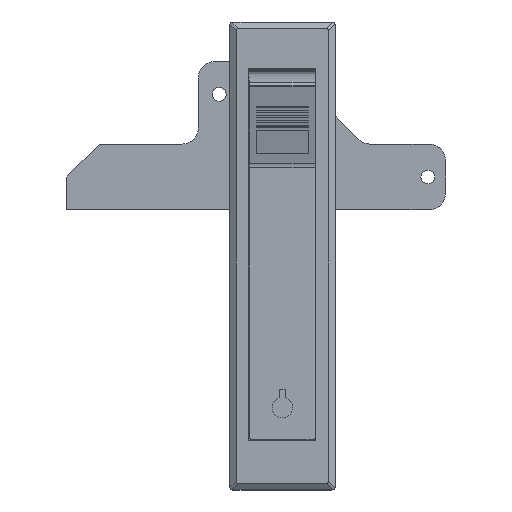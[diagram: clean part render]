
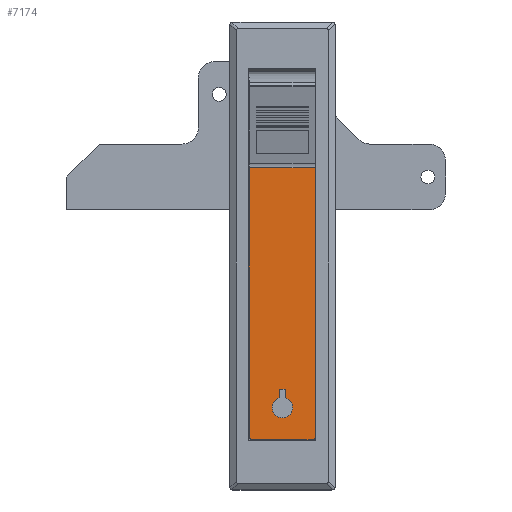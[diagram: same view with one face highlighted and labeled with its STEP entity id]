
A CAD part, top view. The second image highlights one B-rep face of the part: STEP entity #7174.
In plain terms, the highlighted face is planar.
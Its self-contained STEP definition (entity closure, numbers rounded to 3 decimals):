
#829 = CARTESIAN_POINT ( 'NONE',  ( -6., -84.8, 9. ) ) ;
#833 = CARTESIAN_POINT ( 'NONE',  ( -6., -72.034, -0.9 ) ) ;
#834 = CARTESIAN_POINT ( 'NONE',  ( -6., -69.4, 0.9 ) ) ;
#910 = CARTESIAN_POINT ( 'NONE',  ( -6., -75., -3.1 ) ) ;
#954 = CARTESIAN_POINT ( 'NONE',  ( -6., -72.034, 0.9 ) ) ;
#990 = CARTESIAN_POINT ( 'NONE',  ( -6., -75., 3.1 ) ) ;
#995 = CARTESIAN_POINT ( 'NONE',  ( -6., -2.198, -10. ) ) ;
#1018 = CARTESIAN_POINT ( 'NONE',  ( -6., -83.8, -10. ) ) ;
#1057 = CARTESIAN_POINT ( 'NONE',  ( -6., -2.198, 10. ) ) ;
#1089 = CARTESIAN_POINT ( 'NONE',  ( -6., -83.8, 10. ) ) ;
#1099 = CARTESIAN_POINT ( 'NONE',  ( -6., -69.4, -0.9 ) ) ;
#2182 = EDGE_LOOP ( 'NONE', ( #5671, #5810, #5692, #5637, #5806, #5809 ) ) ;
#2183 = EDGE_LOOP ( 'NONE', ( #5812, #5811, #5815, #5814, #5803, #5664 ) ) ;
#2245 = VERTEX_POINT ( 'NONE', #2265 ) ;
#2265 = CARTESIAN_POINT ( 'NONE',  ( -6., -84.8, -9. ) ) ;
#4847 = EDGE_CURVE ( 'NONE', #7951, #7605, #8848, .T. ) ;
#5637 = ORIENTED_EDGE ( 'NONE', *, *, #7267, .F. ) ;
#5664 = ORIENTED_EDGE ( 'NONE', *, *, #7212, .T. ) ;
#5671 = ORIENTED_EDGE ( 'NONE', *, *, #4847, .F. ) ;
#5692 = ORIENTED_EDGE ( 'NONE', *, *, #7200, .F. ) ;
#5803 = ORIENTED_EDGE ( 'NONE', *, *, #7236, .F. ) ;
#5806 = ORIENTED_EDGE ( 'NONE', *, *, #7264, .F. ) ;
#5809 = ORIENTED_EDGE ( 'NONE', *, *, #7268, .F. ) ;
#5810 = ORIENTED_EDGE ( 'NONE', *, *, #5988, .F. ) ;
#5811 = ORIENTED_EDGE ( 'NONE', *, *, #7269, .T. ) ;
#5812 = ORIENTED_EDGE ( 'NONE', *, *, #7243, .T. ) ;
#5814 = ORIENTED_EDGE ( 'NONE', *, *, #7263, .T. ) ;
#5815 = ORIENTED_EDGE ( 'NONE', *, *, #7270, .F. ) ;
#5988 = EDGE_CURVE ( 'NONE', #7987, #7951, #10778, .T. ) ;
#7174 = ADVANCED_FACE ( 'NONE', ( #9991, #9996 ), #9154, .F. ) ;
#7200 = EDGE_CURVE ( 'NONE', #7907, #7987, #10780, .T. ) ;
#7212 = EDGE_CURVE ( 'NONE', #8054, #7992, #9331, .T. ) ;
#7236 = EDGE_CURVE ( 'NONE', #8054, #8086, #9426, .T. ) ;
#7243 = EDGE_CURVE ( 'NONE', #7992, #8015, #9448, .T. ) ;
#7263 = EDGE_CURVE ( 'NONE', #7600, #8086, #10796, .T. ) ;
#7264 = EDGE_CURVE ( 'NONE', #8233, #7604, #9525, .T. ) ;
#7267 = EDGE_CURVE ( 'NONE', #7604, #7907, #10797, .T. ) ;
#7268 = EDGE_CURVE ( 'NONE', #7605, #8233, #9537, .T. ) ;
#7269 = EDGE_CURVE ( 'NONE', #8015, #2245, #10798, .T. ) ;
#7270 = EDGE_CURVE ( 'NONE', #7600, #2245, #9543, .T. ) ;
#7600 = VERTEX_POINT ( 'NONE', #829 ) ;
#7604 = VERTEX_POINT ( 'NONE', #833 ) ;
#7605 = VERTEX_POINT ( 'NONE', #834 ) ;
#7907 = VERTEX_POINT ( 'NONE', #910 ) ;
#7951 = VERTEX_POINT ( 'NONE', #954 ) ;
#7987 = VERTEX_POINT ( 'NONE', #990 ) ;
#7992 = VERTEX_POINT ( 'NONE', #995 ) ;
#8015 = VERTEX_POINT ( 'NONE', #1018 ) ;
#8054 = VERTEX_POINT ( 'NONE', #1057 ) ;
#8086 = VERTEX_POINT ( 'NONE', #1089 ) ;
#8233 = VERTEX_POINT ( 'NONE', #1099 ) ;
#8848 = LINE ( 'NONE', #8849, #9843 ) ;
#8849 = CARTESIAN_POINT ( 'NONE',  ( -6., -69.4, 0.9 ) ) ;
#8850 = DIRECTION ( 'NONE',  ( 0., 1., 0. ) ) ;
#9042 = CARTESIAN_POINT ( 'NONE',  ( -6., -75., 0. ) ) ;
#9043 = DIRECTION ( 'NONE',  ( -1., 0., 0. ) ) ;
#9044 = DIRECTION ( 'NONE',  ( 0., 0., 1. ) ) ;
#9154 = PLANE ( 'NONE',  #9998 ) ;
#9155 = CARTESIAN_POINT ( 'NONE',  ( -6., -84.8, 10. ) ) ;
#9156 = DIRECTION ( 'NONE',  ( 1., 0., 0. ) ) ;
#9157 = DIRECTION ( 'NONE',  ( 0., 1., 0. ) ) ;
#9248 = CARTESIAN_POINT ( 'NONE',  ( -6., -75., 0. ) ) ;
#9252 = DIRECTION ( 'NONE',  ( -1., 0., 0. ) ) ;
#9253 = DIRECTION ( 'NONE',  ( 0., 0., 1. ) ) ;
#9331 = LINE ( 'NONE', #9332, #10059 ) ;
#9332 = CARTESIAN_POINT ( 'NONE',  ( -6., -2.198, -10. ) ) ;
#9333 = DIRECTION ( 'NONE',  ( 0., 0., -1. ) ) ;
#9426 = LINE ( 'NONE', #9427, #10081 ) ;
#9427 = CARTESIAN_POINT ( 'NONE',  ( -6., -84.8, 10. ) ) ;
#9428 = DIRECTION ( 'NONE',  ( 0., -1., 0. ) ) ;
#9448 = LINE ( 'NONE', #9449, #10085 ) ;
#9449 = CARTESIAN_POINT ( 'NONE',  ( -6., -84.8, -10. ) ) ;
#9450 = DIRECTION ( 'NONE',  ( 0., -1., 0. ) ) ;
#9518 = CARTESIAN_POINT ( 'NONE',  ( -6., -83.8, 9. ) ) ;
#9522 = DIRECTION ( 'NONE',  ( -1., 0., 0. ) ) ;
#9523 = DIRECTION ( 'NONE',  ( 0., 1., 0. ) ) ;
#9524 = CARTESIAN_POINT ( 'NONE',  ( -6., -75., 0. ) ) ;
#9525 = LINE ( 'NONE', #9526, #10106 ) ;
#9526 = CARTESIAN_POINT ( 'NONE',  ( -6., -72.034, -0.9 ) ) ;
#9527 = DIRECTION ( 'NONE',  ( 0., -1., 0. ) ) ;
#9534 = DIRECTION ( 'NONE',  ( -1., 0., 0. ) ) ;
#9535 = DIRECTION ( 'NONE',  ( 0., 0., 1. ) ) ;
#9536 = CARTESIAN_POINT ( 'NONE',  ( -6., -83.8, -9. ) ) ;
#9537 = LINE ( 'NONE', #9538, #10111 ) ;
#9538 = CARTESIAN_POINT ( 'NONE',  ( -6., -69.4, -0.9 ) ) ;
#9539 = DIRECTION ( 'NONE',  ( 0., 0., -1. ) ) ;
#9540 = DIRECTION ( 'NONE',  ( -1., 0., 0. ) ) ;
#9541 = DIRECTION ( 'NONE',  ( 0., 1., 0. ) ) ;
#9543 = LINE ( 'NONE', #9544, #10112 ) ;
#9544 = CARTESIAN_POINT ( 'NONE',  ( -6., -84.8, 10. ) ) ;
#9545 = DIRECTION ( 'NONE',  ( 0., 0., -1. ) ) ;
#9843 = VECTOR ( 'NONE', #8850, 1000. ) ;
#9881 = AXIS2_PLACEMENT_3D ( 'NONE', #9042, #9043, #9044 ) ;
#9991 = FACE_BOUND ( 'NONE', #2182, .T. ) ;
#9996 = FACE_OUTER_BOUND ( 'NONE', #2183, .T. ) ;
#9998 = AXIS2_PLACEMENT_3D ( 'NONE', #9155, #9156, #9157 ) ;
#10046 = AXIS2_PLACEMENT_3D ( 'NONE', #9248, #9252, #9253 ) ;
#10059 = VECTOR ( 'NONE', #9333, 1000. ) ;
#10081 = VECTOR ( 'NONE', #9428, 1000. ) ;
#10085 = VECTOR ( 'NONE', #9450, 1000. ) ;
#10092 = AXIS2_PLACEMENT_3D ( 'NONE', #9518, #9522, #9523 ) ;
#10105 = AXIS2_PLACEMENT_3D ( 'NONE', #9524, #9534, #9535 ) ;
#10106 = VECTOR ( 'NONE', #9527, 1000. ) ;
#10110 = AXIS2_PLACEMENT_3D ( 'NONE', #9536, #9540, #9541 ) ;
#10111 = VECTOR ( 'NONE', #9539, 1000. ) ;
#10112 = VECTOR ( 'NONE', #9545, 1000. ) ;
#10778 = CIRCLE ( 'NONE', #9881, 3.1 ) ;
#10780 = CIRCLE ( 'NONE', #10046, 3.1 ) ;
#10796 = CIRCLE ( 'NONE', #10092, 1. ) ;
#10797 = CIRCLE ( 'NONE', #10105, 3.1 ) ;
#10798 = CIRCLE ( 'NONE', #10110, 1. ) ;
